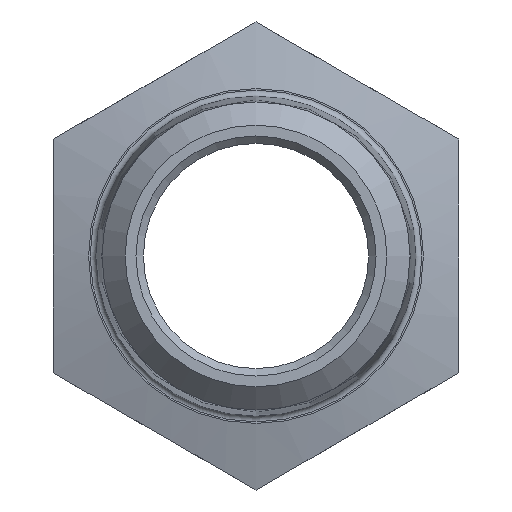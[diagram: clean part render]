
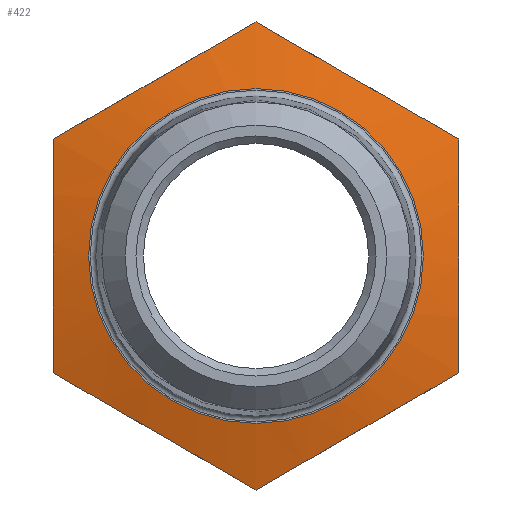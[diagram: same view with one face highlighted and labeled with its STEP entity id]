
A CAD part, front view. The second image highlights one B-rep face of the part: STEP entity #422.
In plain terms, the highlighted conical face has half-angle 75 degrees and reference radius 18.827 mm.
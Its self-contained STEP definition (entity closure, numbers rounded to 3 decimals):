
#15=(
BOUNDED_CURVE()
B_SPLINE_CURVE(2,(#721,#722,#723),.UNSPECIFIED.,.F.,.F.)
B_SPLINE_CURVE_WITH_KNOTS((3,3),(1.223,3.392),
 .UNSPECIFIED.)
CURVE()
GEOMETRIC_REPRESENTATION_ITEM()
RATIONAL_B_SPLINE_CURVE((1.375,1.588,1.375))
REPRESENTATION_ITEM('')
);
#17=(
BOUNDED_CURVE()
B_SPLINE_CURVE(2,(#733,#734,#735),.UNSPECIFIED.,.F.,.F.)
B_SPLINE_CURVE_WITH_KNOTS((3,3),(1.223,3.392),
 .UNSPECIFIED.)
CURVE()
GEOMETRIC_REPRESENTATION_ITEM()
RATIONAL_B_SPLINE_CURVE((1.375,1.588,1.375))
REPRESENTATION_ITEM('')
);
#19=(
BOUNDED_CURVE()
B_SPLINE_CURVE(2,(#743,#744,#745),.UNSPECIFIED.,.F.,.F.)
B_SPLINE_CURVE_WITH_KNOTS((3,3),(1.223,3.392),
 .UNSPECIFIED.)
CURVE()
GEOMETRIC_REPRESENTATION_ITEM()
RATIONAL_B_SPLINE_CURVE((1.375,1.588,1.375))
REPRESENTATION_ITEM('')
);
#21=(
BOUNDED_CURVE()
B_SPLINE_CURVE(2,(#753,#754,#755),.UNSPECIFIED.,.F.,.F.)
B_SPLINE_CURVE_WITH_KNOTS((3,3),(1.223,3.392),
 .UNSPECIFIED.)
CURVE()
GEOMETRIC_REPRESENTATION_ITEM()
RATIONAL_B_SPLINE_CURVE((1.375,1.588,1.375))
REPRESENTATION_ITEM('')
);
#23=(
BOUNDED_CURVE()
B_SPLINE_CURVE(2,(#763,#764,#765),.UNSPECIFIED.,.F.,.F.)
B_SPLINE_CURVE_WITH_KNOTS((3,3),(1.223,3.392),
 .UNSPECIFIED.)
CURVE()
GEOMETRIC_REPRESENTATION_ITEM()
RATIONAL_B_SPLINE_CURVE((1.375,1.588,1.375))
REPRESENTATION_ITEM('')
);
#25=(
BOUNDED_CURVE()
B_SPLINE_CURVE(2,(#772,#773,#774),.UNSPECIFIED.,.F.,.F.)
B_SPLINE_CURVE_WITH_KNOTS((3,3),(1.223,3.392),
 .UNSPECIFIED.)
CURVE()
GEOMETRIC_REPRESENTATION_ITEM()
RATIONAL_B_SPLINE_CURVE((1.375,1.588,1.375))
REPRESENTATION_ITEM('')
);
#32=CONICAL_SURFACE('',#498,18.827,1.309);
#65=LINE('',#780,#82);
#82=VECTOR('',#627,18.827);
#110=FACE_OUTER_BOUND('',#139,.T.);
#139=EDGE_LOOP('',(#378,#379,#380,#381,#382,#383,#384,#385,#386,#387));
#157=CIRCLE('',#466,11.15);
#158=CIRCLE('',#467,11.15);
#187=VERTEX_POINT('',#670);
#188=VERTEX_POINT('',#671);
#203=VERTEX_POINT('',#719);
#204=VERTEX_POINT('',#720);
#207=VERTEX_POINT('',#732);
#209=VERTEX_POINT('',#742);
#211=VERTEX_POINT('',#752);
#213=VERTEX_POINT('',#762);
#233=EDGE_CURVE('',#187,#188,#157,.T.);
#234=EDGE_CURVE('',#188,#187,#158,.T.);
#256=EDGE_CURVE('',#203,#204,#15,.T.);
#260=EDGE_CURVE('',#204,#207,#17,.T.);
#263=EDGE_CURVE('',#207,#209,#19,.T.);
#266=EDGE_CURVE('',#209,#211,#21,.T.);
#269=EDGE_CURVE('',#211,#213,#23,.T.);
#272=EDGE_CURVE('',#213,#203,#25,.T.);
#274=EDGE_CURVE('',#204,#188,#65,.T.);
#378=ORIENTED_EDGE('',*,*,#266,.T.);
#379=ORIENTED_EDGE('',*,*,#269,.T.);
#380=ORIENTED_EDGE('',*,*,#272,.T.);
#381=ORIENTED_EDGE('',*,*,#256,.T.);
#382=ORIENTED_EDGE('',*,*,#274,.T.);
#383=ORIENTED_EDGE('',*,*,#234,.T.);
#384=ORIENTED_EDGE('',*,*,#233,.T.);
#385=ORIENTED_EDGE('',*,*,#274,.F.);
#386=ORIENTED_EDGE('',*,*,#260,.T.);
#387=ORIENTED_EDGE('',*,*,#263,.T.);
#422=ADVANCED_FACE('',(#110),#32,.T.);
#466=AXIS2_PLACEMENT_3D('',#672,#548,#549);
#467=AXIS2_PLACEMENT_3D('',#673,#550,#551);
#498=AXIS2_PLACEMENT_3D('',#779,#625,#626);
#548=DIRECTION('center_axis',(0.,1.,0.));
#549=DIRECTION('ref_axis',(1.,0.,0.));
#550=DIRECTION('center_axis',(0.,1.,0.));
#551=DIRECTION('ref_axis',(1.,0.,0.));
#625=DIRECTION('center_axis',(0.,1.,0.));
#626=DIRECTION('ref_axis',(0.,0.,1.));
#627=DIRECTION('',(0.,-0.259,0.966));
#670=CARTESIAN_POINT('',(0.,15.,11.15));
#671=CARTESIAN_POINT('',(0.,15.,-11.15));
#672=CARTESIAN_POINT('Origin',(0.,15.,0.));
#673=CARTESIAN_POINT('Origin',(0.,15.,0.));
#719=CARTESIAN_POINT('',(-13.5,16.189,-7.794));
#720=CARTESIAN_POINT('',(0.,16.189,-15.588));
#721=CARTESIAN_POINT('Ctrl Pts',(-13.5,16.189,-7.794));
#722=CARTESIAN_POINT('Ctrl Pts',(-6.75,15.145,-11.691));
#723=CARTESIAN_POINT('Ctrl Pts',(0.,16.189,
-15.588));
#732=CARTESIAN_POINT('',(13.5,16.189,-7.794));
#733=CARTESIAN_POINT('Ctrl Pts',(0.,16.189,
-15.588));
#734=CARTESIAN_POINT('Ctrl Pts',(6.75,15.145,-11.691));
#735=CARTESIAN_POINT('Ctrl Pts',(13.5,16.189,-7.794));
#742=CARTESIAN_POINT('',(13.5,16.189,7.794));
#743=CARTESIAN_POINT('Ctrl Pts',(13.5,16.189,-7.794));
#744=CARTESIAN_POINT('Ctrl Pts',(13.5,15.145,0.));
#745=CARTESIAN_POINT('Ctrl Pts',(13.5,16.189,7.794));
#752=CARTESIAN_POINT('',(0.,16.189,15.588));
#753=CARTESIAN_POINT('Ctrl Pts',(13.5,16.189,7.794));
#754=CARTESIAN_POINT('Ctrl Pts',(6.75,15.145,11.691));
#755=CARTESIAN_POINT('Ctrl Pts',(0.,16.189,
15.588));
#762=CARTESIAN_POINT('',(-13.5,16.189,7.794));
#763=CARTESIAN_POINT('Ctrl Pts',(0.,16.189,
15.588));
#764=CARTESIAN_POINT('Ctrl Pts',(-6.75,15.145,11.691));
#765=CARTESIAN_POINT('Ctrl Pts',(-13.5,16.189,7.794));
#772=CARTESIAN_POINT('Ctrl Pts',(-13.5,16.189,7.794));
#773=CARTESIAN_POINT('Ctrl Pts',(-13.5,15.145,0.));
#774=CARTESIAN_POINT('Ctrl Pts',(-13.5,16.189,-7.794));
#779=CARTESIAN_POINT('Origin',(0.,17.057,0.));
#780=CARTESIAN_POINT('',(0.,17.057,-18.827));
